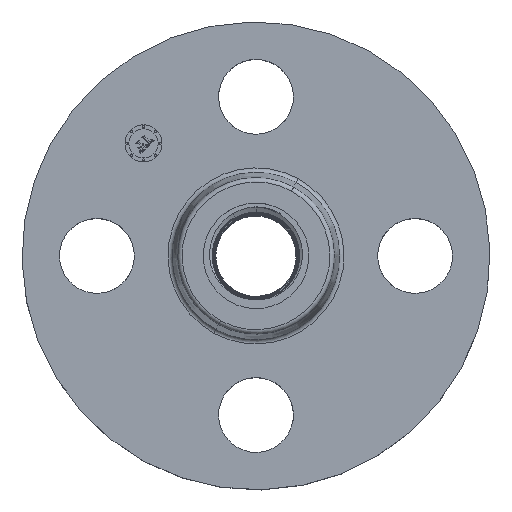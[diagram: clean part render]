
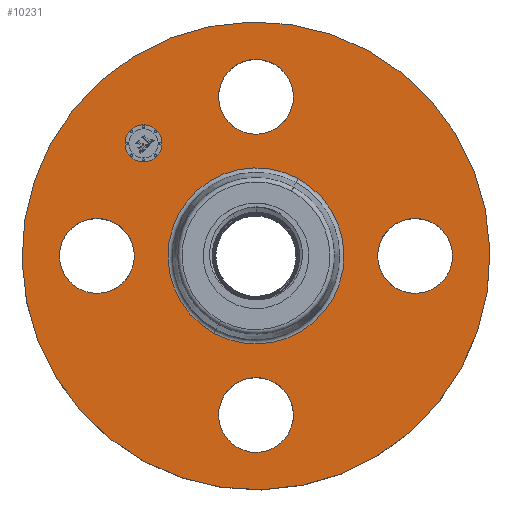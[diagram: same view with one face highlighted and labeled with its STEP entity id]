
A CAD part, top view. The second image highlights one B-rep face of the part: STEP entity #10231.
In plain terms, the highlighted planar face has unit normal (0, 0, 1).
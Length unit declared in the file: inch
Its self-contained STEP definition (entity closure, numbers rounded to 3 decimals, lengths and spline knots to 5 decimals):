
#415=AXIS2_PLACEMENT_3D('Circle Axis2P3D',#413,#414,$) ;
#433=AXIS2_PLACEMENT_3D('Circle Axis2P3D',#431,#432,$) ;
#480=AXIS2_PLACEMENT_3D('Circle Axis2P3D',#478,#479,$) ;
#498=AXIS2_PLACEMENT_3D('Circle Axis2P3D',#496,#497,$) ;
#545=AXIS2_PLACEMENT_3D('Circle Axis2P3D',#543,#544,$) ;
#563=AXIS2_PLACEMENT_3D('Circle Axis2P3D',#561,#562,$) ;
#812=AXIS2_PLACEMENT_3D('Circle Axis2P3D',#810,#811,$) ;
#838=AXIS2_PLACEMENT_3D('Circle Axis2P3D',#836,#837,$) ;
#862=AXIS2_PLACEMENT_3D('Circle Axis2P3D',#860,#861,$) ;
#881=AXIS2_PLACEMENT_3D('Circle Axis2P3D',#879,#880,$) ;
#912=AXIS2_PLACEMENT_3D('Circle Axis2P3D',#910,#911,$) ;
#925=AXIS2_PLACEMENT_3D('Circle Axis2P3D',#923,#924,$) ;
#10187=AXIS2_PLACEMENT_3D('Plane Axis2P3D',#10184,#10185,#10186) ;
#10215=AXIS2_PLACEMENT_3D('Circle Axis2P3D',#10213,#10214,$) ;
#10224=AXIS2_PLACEMENT_3D('Circle Axis2P3D',#10222,#10223,$) ;
#389=CARTESIAN_POINT('Vertex',(-0.43879,-1.88529,1.38)) ;
#410=CARTESIAN_POINT('Vertex',(0.43879,-2.36471,1.38)) ;
#413=CARTESIAN_POINT('Axis2P3D Location',(0.,-2.125,1.38)) ;
#431=CARTESIAN_POINT('Axis2P3D Location',(0.,-2.125,1.38)) ;
#454=CARTESIAN_POINT('Vertex',(-1.88529,0.43879,1.38)) ;
#475=CARTESIAN_POINT('Vertex',(-2.36471,-0.43879,1.38)) ;
#478=CARTESIAN_POINT('Axis2P3D Location',(-2.125,0.,1.38)) ;
#496=CARTESIAN_POINT('Axis2P3D Location',(-2.125,0.,1.38)) ;
#519=CARTESIAN_POINT('Vertex',(1.88529,-0.43879,1.38)) ;
#540=CARTESIAN_POINT('Vertex',(2.36471,0.43879,1.38)) ;
#543=CARTESIAN_POINT('Axis2P3D Location',(2.125,0.,1.38)) ;
#561=CARTESIAN_POINT('Axis2P3D Location',(2.125,0.,1.38)) ;
#810=CARTESIAN_POINT('Axis2P3D Location',(0.,0.,1.38)) ;
#814=CARTESIAN_POINT('Vertex',(-0.56349,-1.03146,1.38)) ;
#816=CARTESIAN_POINT('Vertex',(0.56349,1.03146,1.38)) ;
#836=CARTESIAN_POINT('Axis2P3D Location',(0.,0.,1.38)) ;
#857=CARTESIAN_POINT('Vertex',(1.4982,2.74245,1.38)) ;
#860=CARTESIAN_POINT('Axis2P3D Location',(0.,0.,1.38)) ;
#864=CARTESIAN_POINT('Vertex',(-1.4982,-2.74245,1.38)) ;
#879=CARTESIAN_POINT('Axis2P3D Location',(0.,0.,1.38)) ;
#900=CARTESIAN_POINT('Vertex',(0.43879,1.88529,1.38)) ;
#907=CARTESIAN_POINT('Vertex',(-0.43879,2.36471,1.38)) ;
#910=CARTESIAN_POINT('Axis2P3D Location',(0.,2.125,1.38)) ;
#923=CARTESIAN_POINT('Axis2P3D Location',(0.,2.125,1.38)) ;
#10184=CARTESIAN_POINT('Axis2P3D Location',(0.,3.125,1.38)) ;
#10213=CARTESIAN_POINT('Axis2P3D Location',(-1.5026,1.5026,1.38)) ;
#10217=CARTESIAN_POINT('Vertex',(-1.67761,1.32759,1.38)) ;
#10219=CARTESIAN_POINT('Vertex',(-1.32759,1.67761,1.38)) ;
#10222=CARTESIAN_POINT('Axis2P3D Location',(-1.5026,1.5026,1.38)) ;
#414=DIRECTION('Axis2P3D Direction',(-0.,0.,-0.039)) ;
#432=DIRECTION('Axis2P3D Direction',(-0.,0.,-0.039)) ;
#479=DIRECTION('Axis2P3D Direction',(0.,0.,-0.039)) ;
#497=DIRECTION('Axis2P3D Direction',(0.,0.,-0.039)) ;
#544=DIRECTION('Axis2P3D Direction',(0.,-0.,-0.039)) ;
#562=DIRECTION('Axis2P3D Direction',(0.,-0.,-0.039)) ;
#811=DIRECTION('Axis2P3D Direction',(0.,0.,-0.039)) ;
#837=DIRECTION('Axis2P3D Direction',(0.,0.,-0.039)) ;
#861=DIRECTION('Axis2P3D Direction',(0.,0.,-0.039)) ;
#880=DIRECTION('Axis2P3D Direction',(0.,0.,-0.039)) ;
#911=DIRECTION('Axis2P3D Direction',(0.,-0.,-0.039)) ;
#924=DIRECTION('Axis2P3D Direction',(0.,-0.,-0.039)) ;
#10185=DIRECTION('Axis2P3D Direction',(0.,0.,-0.039)) ;
#10186=DIRECTION('Axis2P3D XDirection',(0.039,0.,0.)) ;
#10214=DIRECTION('Axis2P3D Direction',(0.,0.,-0.039)) ;
#10223=DIRECTION('Axis2P3D Direction',(0.,0.,-0.039)) ;
#10190=ORIENTED_EDGE('',*,*,#866,.F.) ;
#10191=ORIENTED_EDGE('',*,*,#883,.F.) ;
#10194=ORIENTED_EDGE('',*,*,#927,.T.) ;
#10195=ORIENTED_EDGE('',*,*,#914,.T.) ;
#10198=ORIENTED_EDGE('',*,*,#818,.T.) ;
#10199=ORIENTED_EDGE('',*,*,#840,.T.) ;
#10202=ORIENTED_EDGE('',*,*,#547,.T.) ;
#10203=ORIENTED_EDGE('',*,*,#565,.T.) ;
#10206=ORIENTED_EDGE('',*,*,#417,.T.) ;
#10207=ORIENTED_EDGE('',*,*,#435,.T.) ;
#10210=ORIENTED_EDGE('',*,*,#482,.T.) ;
#10211=ORIENTED_EDGE('',*,*,#500,.T.) ;
#10228=ORIENTED_EDGE('',*,*,#10221,.T.) ;
#10229=ORIENTED_EDGE('',*,*,#10226,.T.) ;
#10196=FACE_BOUND('',#10193,.T.) ;
#10200=FACE_BOUND('',#10197,.T.) ;
#10204=FACE_BOUND('',#10201,.T.) ;
#10208=FACE_BOUND('',#10205,.T.) ;
#10212=FACE_BOUND('',#10209,.T.) ;
#10230=FACE_BOUND('',#10227,.T.) ;
#10231=ADVANCED_FACE('PartBody',(#10192,#10196,#10200,#10204,#10208,#10212,#10230),#10188,.F.) ;
#416=CIRCLE('generated circle',#415,0.5) ;
#434=CIRCLE('generated circle',#433,0.5) ;
#481=CIRCLE('generated circle',#480,0.5) ;
#499=CIRCLE('generated circle',#498,0.5) ;
#546=CIRCLE('generated circle',#545,0.5) ;
#564=CIRCLE('generated circle',#563,0.5) ;
#813=CIRCLE('generated circle',#812,1.17535) ;
#839=CIRCLE('generated circle',#838,1.17535) ;
#863=CIRCLE('generated circle',#862,3.125) ;
#882=CIRCLE('generated circle',#881,3.125) ;
#913=CIRCLE('generated circle',#912,0.5) ;
#926=CIRCLE('generated circle',#925,0.5) ;
#10216=CIRCLE('generated circle',#10215,0.2475) ;
#10225=CIRCLE('generated circle',#10224,0.2475) ;
#417=EDGE_CURVE('',#390,#411,#416,.T.) ;
#435=EDGE_CURVE('',#411,#390,#434,.T.) ;
#482=EDGE_CURVE('',#455,#476,#481,.T.) ;
#500=EDGE_CURVE('',#476,#455,#499,.T.) ;
#547=EDGE_CURVE('',#520,#541,#546,.T.) ;
#565=EDGE_CURVE('',#541,#520,#564,.T.) ;
#818=EDGE_CURVE('',#815,#817,#813,.T.) ;
#840=EDGE_CURVE('',#817,#815,#839,.T.) ;
#866=EDGE_CURVE('',#858,#865,#863,.T.) ;
#883=EDGE_CURVE('',#865,#858,#882,.T.) ;
#914=EDGE_CURVE('',#901,#908,#913,.T.) ;
#927=EDGE_CURVE('',#908,#901,#926,.T.) ;
#10221=EDGE_CURVE('',#10218,#10220,#10216,.T.) ;
#10226=EDGE_CURVE('',#10220,#10218,#10225,.T.) ;
#10189=EDGE_LOOP('',(#10190,#10191)) ;
#10193=EDGE_LOOP('',(#10194,#10195)) ;
#10197=EDGE_LOOP('',(#10198,#10199)) ;
#10201=EDGE_LOOP('',(#10202,#10203)) ;
#10205=EDGE_LOOP('',(#10206,#10207)) ;
#10209=EDGE_LOOP('',(#10210,#10211)) ;
#10227=EDGE_LOOP('',(#10228,#10229)) ;
#10192=FACE_OUTER_BOUND('',#10189,.T.) ;
#10188=PLANE('',#10187) ;
#390=VERTEX_POINT('',#389) ;
#411=VERTEX_POINT('',#410) ;
#455=VERTEX_POINT('',#454) ;
#476=VERTEX_POINT('',#475) ;
#520=VERTEX_POINT('',#519) ;
#541=VERTEX_POINT('',#540) ;
#815=VERTEX_POINT('',#814) ;
#817=VERTEX_POINT('',#816) ;
#858=VERTEX_POINT('',#857) ;
#865=VERTEX_POINT('',#864) ;
#901=VERTEX_POINT('',#900) ;
#908=VERTEX_POINT('',#907) ;
#10218=VERTEX_POINT('',#10217) ;
#10220=VERTEX_POINT('',#10219) ;
